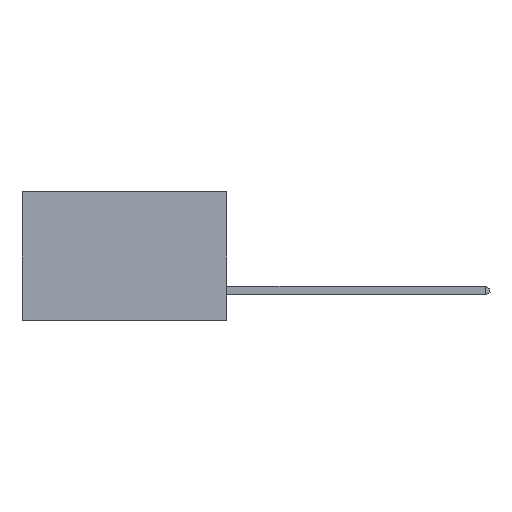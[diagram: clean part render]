
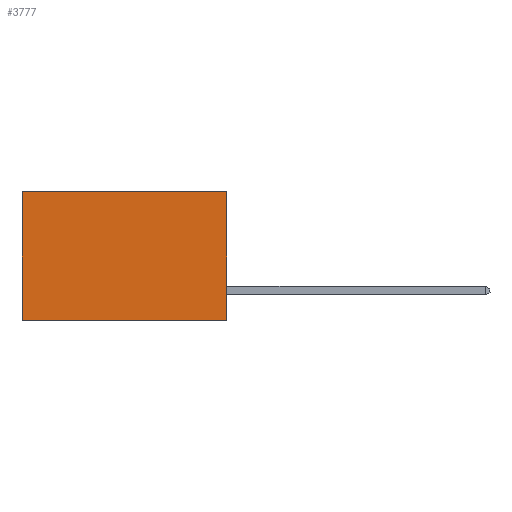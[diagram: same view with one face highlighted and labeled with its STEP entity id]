
A CAD part, left-side view. The second image highlights one B-rep face of the part: STEP entity #3777.
In plain terms, the highlighted planar face has unit normal (-1, 0, 0).
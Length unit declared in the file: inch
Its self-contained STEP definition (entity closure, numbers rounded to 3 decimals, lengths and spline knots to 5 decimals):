
#25 = DIRECTION ( 'NONE',  ( 0., 1., 0. ) ) ;
#283 = CARTESIAN_POINT ( 'NONE',  ( 0.277, 0., 0. ) ) ;
#763 = CARTESIAN_POINT ( 'NONE',  ( 0.277, 0., -0.37 ) ) ;
#914 = DIRECTION ( 'NONE',  ( 0., 1., 0. ) ) ;
#2483 = LINE ( 'NONE', #763, #4537 ) ;
#2941 = VERTEX_POINT ( 'NONE', #5434 ) ;
#2986 = CARTESIAN_POINT ( 'NONE',  ( 0.277, 0., -0.37 ) ) ;
#3230 = CARTESIAN_POINT ( 'NONE',  ( 0.277, 0.59, 0. ) ) ;
#3777 = ADVANCED_FACE ( 'NONE', ( #3900 ), #8273, .F. ) ;
#3900 = FACE_OUTER_BOUND ( 'NONE', #7090, .T. ) ;
#4410 = ORIENTED_EDGE ( 'NONE', *, *, #8498, .F. ) ;
#4421 = ORIENTED_EDGE ( 'NONE', *, *, #5882, .F. ) ;
#4444 = ORIENTED_EDGE ( 'NONE', *, *, #5588, .T. ) ;
#4537 = VECTOR ( 'NONE', #914, 39.37008 ) ;
#4576 = VECTOR ( 'NONE', #25, 39.37008 ) ;
#4592 = LINE ( 'NONE', #9091, #8269 ) ;
#5057 = DIRECTION ( 'NONE',  ( 0., 0., -1. ) ) ;
#5164 = LINE ( 'NONE', #5773, #8812 ) ;
#5434 = CARTESIAN_POINT ( 'NONE',  ( 0.277, 0., 0. ) ) ;
#5472 = VERTEX_POINT ( 'NONE', #8172 ) ;
#5517 = DIRECTION ( 'NONE',  ( 0., 0., -1. ) ) ;
#5588 = EDGE_CURVE ( 'NONE', #6520, #5472, #5164, .T. ) ;
#5773 = CARTESIAN_POINT ( 'NONE',  ( 0.277, 0.59, -0.37 ) ) ;
#5882 = EDGE_CURVE ( 'NONE', #2941, #8235, #4592, .T. ) ;
#5973 = ORIENTED_EDGE ( 'NONE', *, *, #6776, .T. ) ;
#6129 = CARTESIAN_POINT ( 'NONE',  ( 0.277, 0., -0.37 ) ) ;
#6520 = VERTEX_POINT ( 'NONE', #3230 ) ;
#6535 = LINE ( 'NONE', #283, #4576 ) ;
#6776 = EDGE_CURVE ( 'NONE', #2941, #6520, #6535, .T. ) ;
#7006 = AXIS2_PLACEMENT_3D ( 'NONE', #6129, #8266, #5057 ) ;
#7090 = EDGE_LOOP ( 'NONE', ( #4444, #4410, #4421, #5973 ) ) ;
#8172 = CARTESIAN_POINT ( 'NONE',  ( 0.277, 0.59, -0.37 ) ) ;
#8235 = VERTEX_POINT ( 'NONE', #2986 ) ;
#8266 = DIRECTION ( 'NONE',  ( 1., 0., 0. ) ) ;
#8269 = VECTOR ( 'NONE', #9088, 39.37008 ) ;
#8273 = PLANE ( 'NONE',  #7006 ) ;
#8498 = EDGE_CURVE ( 'NONE', #8235, #5472, #2483, .T. ) ;
#8812 = VECTOR ( 'NONE', #5517, 39.37008 ) ;
#9088 = DIRECTION ( 'NONE',  ( 0., 0., -1. ) ) ;
#9091 = CARTESIAN_POINT ( 'NONE',  ( 0.277, 0., -0.37 ) ) ;
